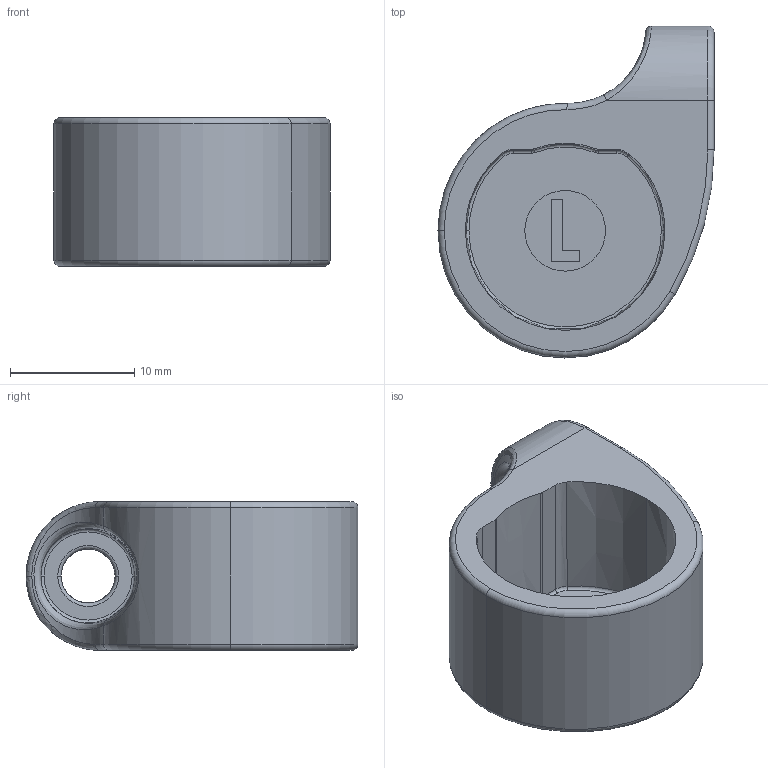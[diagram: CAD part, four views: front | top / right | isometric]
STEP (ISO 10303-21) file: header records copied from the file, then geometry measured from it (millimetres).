
FILE_DESCRIPTION (( 'STEP AP203' ), '1' );
FILE_NAME ('C3102500xx.STEP', '2015-07-28T18:14:28', ( '' ), ( '' ), 'SwSTEP 2.0', 'SolidWorks 2011', '' );
FILE_SCHEMA (( 'CONFIG_CONTROL_DESIGN' ));
Length unit declared in the file: millimetre
Products named in the file (1): C3102500xx
Bounding box: 22.25 x 26.75 x 12 mm (x, y, z)
Volume: 2437.6 mm3; surface area: 2355.2 mm2
Topology: 1 solids, 1 shells, 65 faces, 150 edges, 90 vertices
Faces by surface type: torus 18, plane 15, cylinder 12, bspline 12, cone 8
Entity records: 2719 total; most frequent: CARTESIAN_POINT 1212, DIRECTION 304, ORIENTED_EDGE 300, EDGE_CURVE 150, AXIS2_PLACEMENT_3D 130, VERTEX_POINT 90, CIRCLE 76, EDGE_LOOP 70
